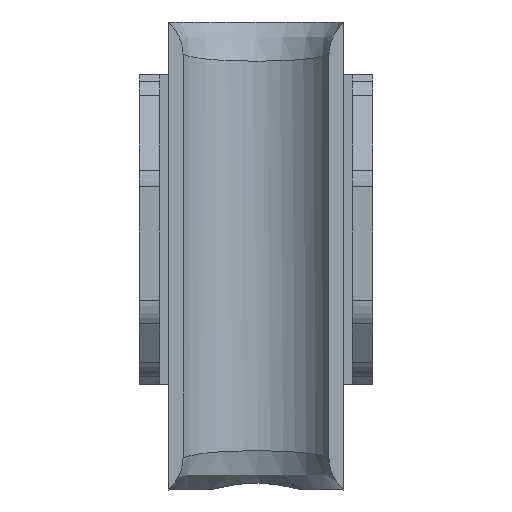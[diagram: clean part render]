
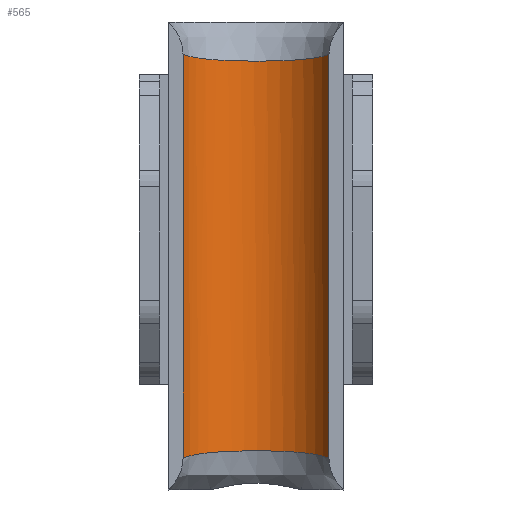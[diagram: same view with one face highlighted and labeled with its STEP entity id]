
A CAD part, front view. The second image highlights one B-rep face of the part: STEP entity #565.
In plain terms, the highlighted cylindrical face has radius 6 mm (diameter 12 mm), a partial arc.
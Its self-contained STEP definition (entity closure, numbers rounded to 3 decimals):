
#104 = EDGE_CURVE ( 'NONE', #1305, #581, #3645, .T. ) ;
#185 = CARTESIAN_POINT ( 'NONE',  ( -3.339, -1.007, -14.294 ) ) ;
#260 = CARTESIAN_POINT ( 'NONE',  ( -2.142, -0.369, -14.213 ) ) ;
#299 = CARTESIAN_POINT ( 'NONE',  ( 5.038, -2.73, 14.583 ) ) ;
#302 = VERTEX_POINT ( 'NONE', #2791 ) ;
#303 = EDGE_LOOP ( 'NONE', ( #4418, #2984, #742, #3920 ) ) ;
#325 = CARTESIAN_POINT ( 'NONE',  ( 5.181, -2.961, 14.63 ) ) ;
#347 = CARTESIAN_POINT ( 'NONE',  ( -4.551, -2.081, 14.462 ) ) ;
#367 = CARTESIAN_POINT ( 'NONE',  ( 0.555, 0., 14.172 ) ) ;
#385 = CARTESIAN_POINT ( 'NONE',  ( -1.083, -0.092, -14.181 ) ) ;
#565 = ADVANCED_FACE ( 'NONE', ( #4643 ), #2666, .F. ) ;
#581 = VERTEX_POINT ( 'NONE', #730 ) ;
#623 = CARTESIAN_POINT ( 'NONE',  ( -5.307, -3.2, -14.683 ) ) ;
#679 = DIRECTION ( 'NONE',  ( -1., 0., 0. ) ) ;
#730 = CARTESIAN_POINT ( 'NONE',  ( -5.307, -3.2, 14.683 ) ) ;
#734 = CARTESIAN_POINT ( 'NONE',  ( 3.571, -1.148, 14.313 ) ) ;
#742 = ORIENTED_EDGE ( 'NONE', *, *, #2563, .F. ) ;
#752 = DIRECTION ( 'NONE',  ( 0., 0., -1. ) ) ;
#778 = CARTESIAN_POINT ( 'NONE',  ( 5.307, -3.2, 14.683 ) ) ;
#964 = CARTESIAN_POINT ( 'NONE',  ( -4.551, -2.081, -14.462 ) ) ;
#1084 = CARTESIAN_POINT ( 'NONE',  ( 4.001, -1.497, -14.364 ) ) ;
#1112 = CARTESIAN_POINT ( 'NONE',  ( 5.307, -3.2, -14.683 ) ) ;
#1160 = CARTESIAN_POINT ( 'NONE',  ( 4.725, -2.292, -14.499 ) ) ;
#1231 = LINE ( 'NONE', #2399, #4290 ) ;
#1305 = VERTEX_POINT ( 'NONE', #4492 ) ;
#1485 = CARTESIAN_POINT ( 'NONE',  ( -5.181, -2.961, 14.63 ) ) ;
#1498 = LINE ( 'NONE', #4567, #2407 ) ;
#1507 = CARTESIAN_POINT ( 'NONE',  ( 4.554, -2.084, 14.462 ) ) ;
#1523 = CARTESIAN_POINT ( 'NONE',  ( 2.637, -0.604, -14.241 ) ) ;
#1577 = CARTESIAN_POINT ( 'NONE',  ( 5.181, -2.961, -14.63 ) ) ;
#1583 = CARTESIAN_POINT ( 'NONE',  ( -0.27, 0., 14.172 ) ) ;
#1741 = CARTESIAN_POINT ( 'NONE',  ( -5.039, -2.732, -14.583 ) ) ;
#1766 = CARTESIAN_POINT ( 'NONE',  ( -2.639, -0.584, -14.238 ) ) ;
#1884 = CARTESIAN_POINT ( 'NONE',  ( -0.542, -0.018, -14.174 ) ) ;
#1936 = CARTESIAN_POINT ( 'NONE',  ( -2.639, -0.584, 14.238 ) ) ;
#1959 = CARTESIAN_POINT ( 'NONE',  ( -5.039, -2.732, 14.583 ) ) ;
#2014 = B_SPLINE_CURVE_WITH_KNOTS ( 'NONE', 3,
 ( #623, #4929, #1741, #3759, #964, #2517, #4161, #4084, #185, #1766, #260, #4497, #385, #1884, #5067, #4592, #2236, #4617, #3831, #1523, #3804, #5021, #1084, #4975, #1160, #4280, #1577, #1112 ),
 .UNSPECIFIED., .F., .F.,
 ( 4, 2, 2, 2, 2, 2, 2, 2, 2, 2, 2, 2, 2, 4 ),
 ( 0., 0.001, 0.002, 0.002, 0.003, 0.005, 0.006, 0.007, 0.008, 0.009, 0.01, 0.011, 0.012, 0.013 ),
 .UNSPECIFIED. ) ;
#2236 = CARTESIAN_POINT ( 'NONE',  ( 1.091, -0.075, -14.179 ) ) ;
#2245 = CARTESIAN_POINT ( 'NONE',  ( -1.352, -0.148, 14.188 ) ) ;
#2297 = CARTESIAN_POINT ( 'NONE',  ( -3.984, -1.505, 14.367 ) ) ;
#2321 = CARTESIAN_POINT ( 'NONE',  ( 1.878, -0.295, 14.204 ) ) ;
#2340 = CARTESIAN_POINT ( 'NONE',  ( -0.542, -0.018, 14.174 ) ) ;
#2353 = EDGE_CURVE ( 'NONE', #3757, #302, #2014, .T. ) ;
#2399 = CARTESIAN_POINT ( 'NONE',  ( 5.307, -3.2, 17. ) ) ;
#2407 = VECTOR ( 'NONE', #4638, 1000. ) ;
#2517 = CARTESIAN_POINT ( 'NONE',  ( -4.181, -1.688, -14.396 ) ) ;
#2563 = EDGE_CURVE ( 'NONE', #1305, #302, #1231, .T. ) ;
#2647 = CARTESIAN_POINT ( 'NONE',  ( 2.877, -0.728, 14.257 ) ) ;
#2666 = CYLINDRICAL_SURFACE ( 'NONE', #2923, 6. ) ;
#2672 = CARTESIAN_POINT ( 'NONE',  ( -4.181, -1.688, 14.396 ) ) ;
#2791 = CARTESIAN_POINT ( 'NONE',  ( 5.307, -3.2, -14.683 ) ) ;
#2837 = EDGE_CURVE ( 'NONE', #581, #3757, #1498, .T. ) ;
#2923 = AXIS2_PLACEMENT_3D ( 'NONE', #3028, #752, #679 ) ;
#2984 = ORIENTED_EDGE ( 'NONE', *, *, #2353, .T. ) ;
#3028 = CARTESIAN_POINT ( 'NONE',  ( 0., -6., 17. ) ) ;
#3176 = DIRECTION ( 'NONE',  ( 0., 0., -1. ) ) ;
#3417 = CARTESIAN_POINT ( 'NONE',  ( 1.091, -0.075, 14.179 ) ) ;
#3440 = CARTESIAN_POINT ( 'NONE',  ( 4.725, -2.292, 14.499 ) ) ;
#3459 = CARTESIAN_POINT ( 'NONE',  ( -1.083, -0.092, 14.181 ) ) ;
#3483 = CARTESIAN_POINT ( 'NONE',  ( -3.564, -1.165, 14.316 ) ) ;
#3645 = B_SPLINE_CURVE_WITH_KNOTS ( 'NONE', 3,
 ( #778, #325, #299, #3440, #1507, #4694, #734, #2647, #4624, #3905, #2321, #3417, #367, #1583, #2340, #3459, #2245, #4263, #1936, #5028, #3483, #2297, #2672, #347, #3861, #1959, #1485, #4600 ),
 .UNSPECIFIED., .F., .F.,
 ( 4, 2, 2, 2, 2, 2, 2, 2, 2, 2, 2, 2, 2, 4 ),
 ( 0., 0.001, 0.002, 0.003, 0.004, 0.005, 0.007, 0.007, 0.008, 0.01, 0.011, 0.012, 0.012, 0.013 ),
 .UNSPECIFIED. ) ;
#3757 = VERTEX_POINT ( 'NONE', #5018 ) ;
#3759 = CARTESIAN_POINT ( 'NONE',  ( -4.724, -2.291, -14.499 ) ) ;
#3804 = CARTESIAN_POINT ( 'NONE',  ( 2.877, -0.728, -14.257 ) ) ;
#3831 = CARTESIAN_POINT ( 'NONE',  ( 2.138, -0.387, -14.215 ) ) ;
#3861 = CARTESIAN_POINT ( 'NONE',  ( -4.724, -2.291, 14.499 ) ) ;
#3905 = CARTESIAN_POINT ( 'NONE',  ( 2.138, -0.387, 14.215 ) ) ;
#3920 = ORIENTED_EDGE ( 'NONE', *, *, #104, .T. ) ;
#4084 = CARTESIAN_POINT ( 'NONE',  ( -3.564, -1.165, -14.316 ) ) ;
#4161 = CARTESIAN_POINT ( 'NONE',  ( -3.984, -1.505, -14.367 ) ) ;
#4263 = CARTESIAN_POINT ( 'NONE',  ( -2.142, -0.369, 14.213 ) ) ;
#4280 = CARTESIAN_POINT ( 'NONE',  ( 5.038, -2.73, -14.583 ) ) ;
#4290 = VECTOR ( 'NONE', #3176, 1000. ) ;
#4418 = ORIENTED_EDGE ( 'NONE', *, *, #2837, .T. ) ;
#4492 = CARTESIAN_POINT ( 'NONE',  ( 5.307, -3.2, 14.683 ) ) ;
#4497 = CARTESIAN_POINT ( 'NONE',  ( -1.352, -0.148, -14.188 ) ) ;
#4567 = CARTESIAN_POINT ( 'NONE',  ( -5.307, -3.2, 17. ) ) ;
#4592 = CARTESIAN_POINT ( 'NONE',  ( 0.555, 0., -14.172 ) ) ;
#4600 = CARTESIAN_POINT ( 'NONE',  ( -5.307, -3.2, 14.683 ) ) ;
#4617 = CARTESIAN_POINT ( 'NONE',  ( 1.878, -0.295, -14.204 ) ) ;
#4624 = CARTESIAN_POINT ( 'NONE',  ( 2.637, -0.604, 14.241 ) ) ;
#4638 = DIRECTION ( 'NONE',  ( 0., 0., -1. ) ) ;
#4643 = FACE_OUTER_BOUND ( 'NONE', #303, .T. ) ;
#4694 = CARTESIAN_POINT ( 'NONE',  ( 4.001, -1.497, 14.364 ) ) ;
#4929 = CARTESIAN_POINT ( 'NONE',  ( -5.181, -2.961, -14.63 ) ) ;
#4975 = CARTESIAN_POINT ( 'NONE',  ( 4.554, -2.084, -14.462 ) ) ;
#5018 = CARTESIAN_POINT ( 'NONE',  ( -5.307, -3.2, -14.683 ) ) ;
#5021 = CARTESIAN_POINT ( 'NONE',  ( 3.571, -1.148, -14.313 ) ) ;
#5028 = CARTESIAN_POINT ( 'NONE',  ( -3.339, -1.007, 14.294 ) ) ;
#5067 = CARTESIAN_POINT ( 'NONE',  ( -0.27, 0., -14.172 ) ) ;
